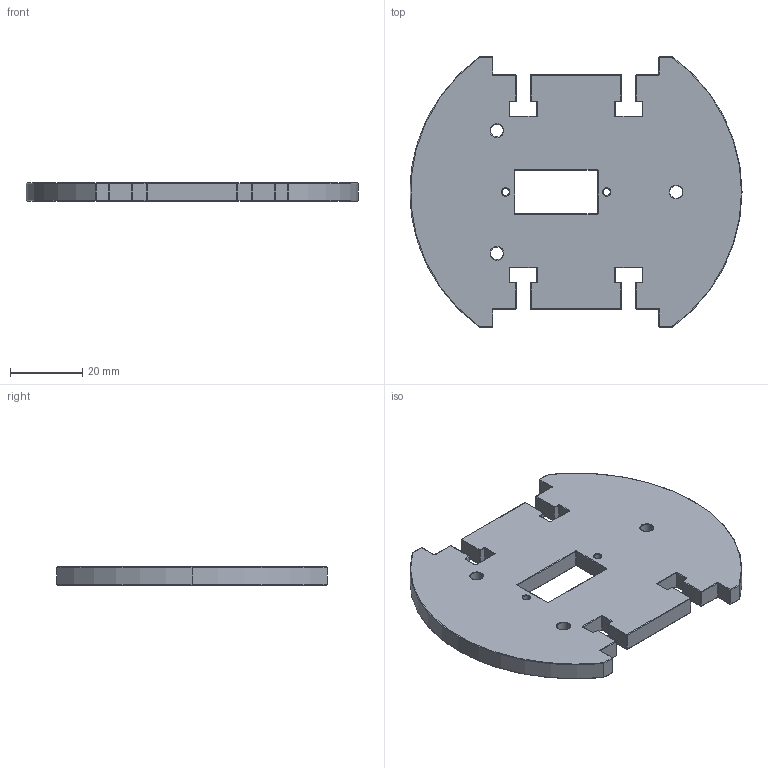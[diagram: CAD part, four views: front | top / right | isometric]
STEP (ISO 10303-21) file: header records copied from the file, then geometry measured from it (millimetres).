
FILE_DESCRIPTION (( 'STEP AP203' ), '1' );
FILE_NAME ('Part1-m1_Default_sldprt.STEP', '2018-07-31T07:56:14', ( '' ), ( '' ), 'SwSTEP 2.0', 'SolidWorks 2014', '' );
FILE_SCHEMA (( 'CONFIG_CONTROL_DESIGN' ));
Length unit declared in the file: millimetre
Products named in the file (1): Part1-m1_Default_sldprt
Bounding box: 92 x 75 x 5 mm (x, y, z)
Volume: 25097.3 mm3; surface area: 12645.5 mm2
Topology: 1 solids, 1 shells, 323 faces, 751 edges, 382 vertices
Faces by surface type: cylinder 153, torus 74, plane 48, sphere 48
Entity records: 8790 total; most frequent: DIRECTION 1763, CARTESIAN_POINT 1409, ORIENTED_EDGE 1406, AXIS2_PLACEMENT_3D 736, EDGE_CURVE 703, CIRCLE 412, VERTEX_POINT 382, EDGE_LOOP 335
